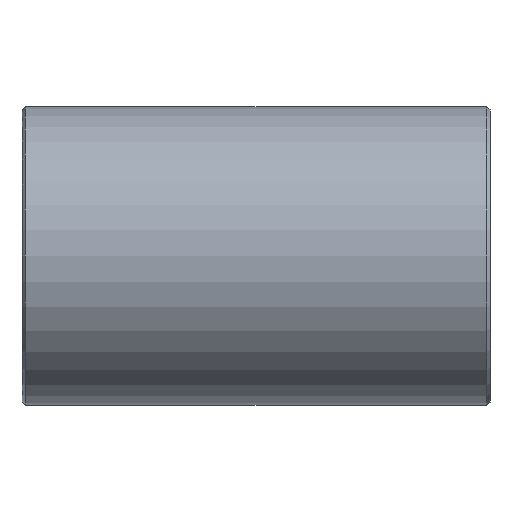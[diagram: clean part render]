
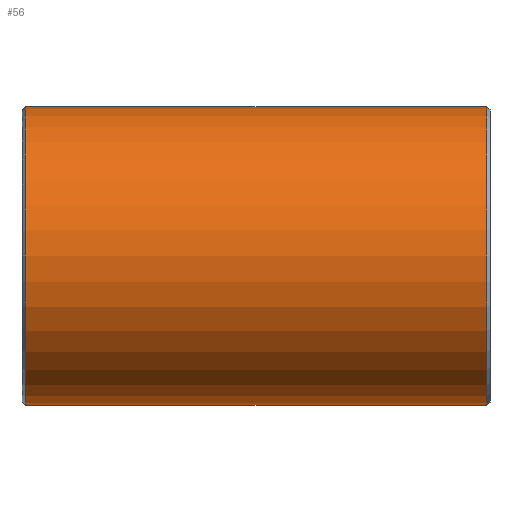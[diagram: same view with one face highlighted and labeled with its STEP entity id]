
A CAD part, front view. The second image highlights one B-rep face of the part: STEP entity #56.
In plain terms, the highlighted cylindrical face has radius 161.925 mm (diameter 323.85 mm), a partial arc.
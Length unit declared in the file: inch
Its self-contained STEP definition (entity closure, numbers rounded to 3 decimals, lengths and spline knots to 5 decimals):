
#9 = CARTESIAN_POINT ( 'NONE',  ( 9.86467, 0., -6.375 ) ) ;
#19 = EDGE_CURVE ( 'NONE', #74, #201, #573, .T. ) ;
#37 = ORIENTED_EDGE ( 'NONE', *, *, #214, .T. ) ;
#49 = CIRCLE ( 'NONE', #118, 6.375 ) ;
#52 = DIRECTION ( 'NONE',  ( 1., 0., 0. ) ) ;
#56 = ADVANCED_FACE ( 'NONE', ( #490 ), #215, .T. ) ;
#59 = VECTOR ( 'NONE', #168, 39.37008 ) ;
#74 = VERTEX_POINT ( 'NONE', #415 ) ;
#78 = CARTESIAN_POINT ( 'NONE',  ( 10., 0., 0. ) ) ;
#86 = EDGE_CURVE ( 'NONE', #323, #74, #506, .T. ) ;
#92 = CARTESIAN_POINT ( 'NONE',  ( 10., 0., -6.375 ) ) ;
#107 = CARTESIAN_POINT ( 'NONE',  ( 10., 0., 6.375 ) ) ;
#108 = EDGE_CURVE ( 'NONE', #323, #461, #558, .T. ) ;
#118 = AXIS2_PLACEMENT_3D ( 'NONE', #462, #52, #229 ) ;
#119 = ORIENTED_EDGE ( 'NONE', *, *, #108, .T. ) ;
#122 = CARTESIAN_POINT ( 'NONE',  ( 10., 0., 6.375 ) ) ;
#153 = LINE ( 'NONE', #107, #430 ) ;
#168 = DIRECTION ( 'NONE',  ( -1., 0., 0. ) ) ;
#175 = DIRECTION ( 'NONE',  ( -1., 0., 0. ) ) ;
#189 = DIRECTION ( 'NONE',  ( -1., 0., 0. ) ) ;
#190 = CARTESIAN_POINT ( 'NONE',  ( -9.86467, 0., 6.375 ) ) ;
#193 = EDGE_CURVE ( 'NONE', #342, #201, #49, .T. ) ;
#201 = VERTEX_POINT ( 'NONE', #406 ) ;
#203 = EDGE_LOOP ( 'NONE', ( #583, #119, #37, #303, #580, #469 ) ) ;
#214 = EDGE_CURVE ( 'NONE', #461, #522, #153, .T. ) ;
#215 = CYLINDRICAL_SURFACE ( 'NONE', #260, 6.375 ) ;
#218 = VECTOR ( 'NONE', #175, 39.37008 ) ;
#229 = DIRECTION ( 'NONE',  ( 0., 0., 1. ) ) ;
#255 = CARTESIAN_POINT ( 'NONE',  ( 10., 0., -6.375 ) ) ;
#260 = AXIS2_PLACEMENT_3D ( 'NONE', #78, #350, #307 ) ;
#288 = CARTESIAN_POINT ( 'NONE',  ( 9.86467, 0., 6.375 ) ) ;
#303 = ORIENTED_EDGE ( 'NONE', *, *, #464, .T. ) ;
#307 = DIRECTION ( 'NONE',  ( 0., 0., 1. ) ) ;
#323 = VERTEX_POINT ( 'NONE', #9 ) ;
#342 = VERTEX_POINT ( 'NONE', #190 ) ;
#350 = DIRECTION ( 'NONE',  ( -1., 0., 0. ) ) ;
#354 = DIRECTION ( 'NONE',  ( 0., 0., -1. ) ) ;
#363 = CARTESIAN_POINT ( 'NONE',  ( 9.86467, 0., 0. ) ) ;
#377 = VECTOR ( 'NONE', #401, 39.37008 ) ;
#401 = DIRECTION ( 'NONE',  ( -1., 0., 0. ) ) ;
#406 = CARTESIAN_POINT ( 'NONE',  ( -9.86467, 0., -6.375 ) ) ;
#415 = CARTESIAN_POINT ( 'NONE',  ( 0., 0., -6.375 ) ) ;
#430 = VECTOR ( 'NONE', #189, 39.37008 ) ;
#443 = AXIS2_PLACEMENT_3D ( 'NONE', #363, #543, #354 ) ;
#461 = VERTEX_POINT ( 'NONE', #288 ) ;
#462 = CARTESIAN_POINT ( 'NONE',  ( -9.86467, 0., 0. ) ) ;
#464 = EDGE_CURVE ( 'NONE', #522, #342, #537, .T. ) ;
#469 = ORIENTED_EDGE ( 'NONE', *, *, #19, .F. ) ;
#483 = CARTESIAN_POINT ( 'NONE',  ( 0., 0., 6.375 ) ) ;
#490 = FACE_OUTER_BOUND ( 'NONE', #203, .T. ) ;
#506 = LINE ( 'NONE', #92, #218 ) ;
#522 = VERTEX_POINT ( 'NONE', #483 ) ;
#537 = LINE ( 'NONE', #122, #59 ) ;
#543 = DIRECTION ( 'NONE',  ( -1., 0., 0. ) ) ;
#558 = CIRCLE ( 'NONE', #443, 6.375 ) ;
#573 = LINE ( 'NONE', #255, #377 ) ;
#580 = ORIENTED_EDGE ( 'NONE', *, *, #193, .T. ) ;
#583 = ORIENTED_EDGE ( 'NONE', *, *, #86, .F. ) ;
